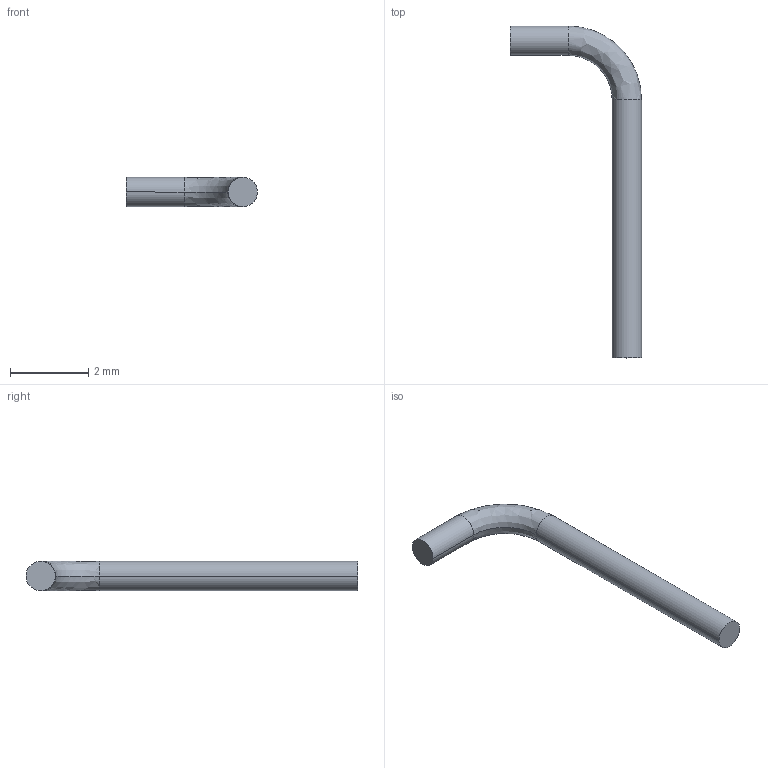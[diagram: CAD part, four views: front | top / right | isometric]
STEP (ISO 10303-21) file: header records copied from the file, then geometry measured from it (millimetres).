
FILE_DESCRIPTION(('STEP AP214'),'1');
FILE_NAME('Axial lead.stp','2019-09-10T10:09:05',('312'),(' '),'Spatial InterOp 3D','CST ACIS InterOp Converter 2016',' ');
FILE_SCHEMA(('AUTOMOTIVE_DESIGN { 1 0 10303 214 1 1 1 1 }'));
Length unit declared in the file: millimetre
Products named in the file (1): Bry-a1
Bounding box: 3.35 x 8.47 x 0.75 mm (x, y, z)
Volume: 4.6 mm3; surface area: 25.4 mm2
Topology: 1 solids, 1 shells, 8 faces, 14 edges, 8 vertices
Faces by surface type: cylinder 4, plane 2, bspline 2
Entity records: 307 total; most frequent: CARTESIAN_POINT 61, DIRECTION 38, ORIENTED_EDGE 28, AXIS2_PLACEMENT_3D 17, EDGE_CURVE 14, CIRCLE 10, STYLED_ITEM 9, PRESENTATION_STYLE_ASSIGNMENT 9
